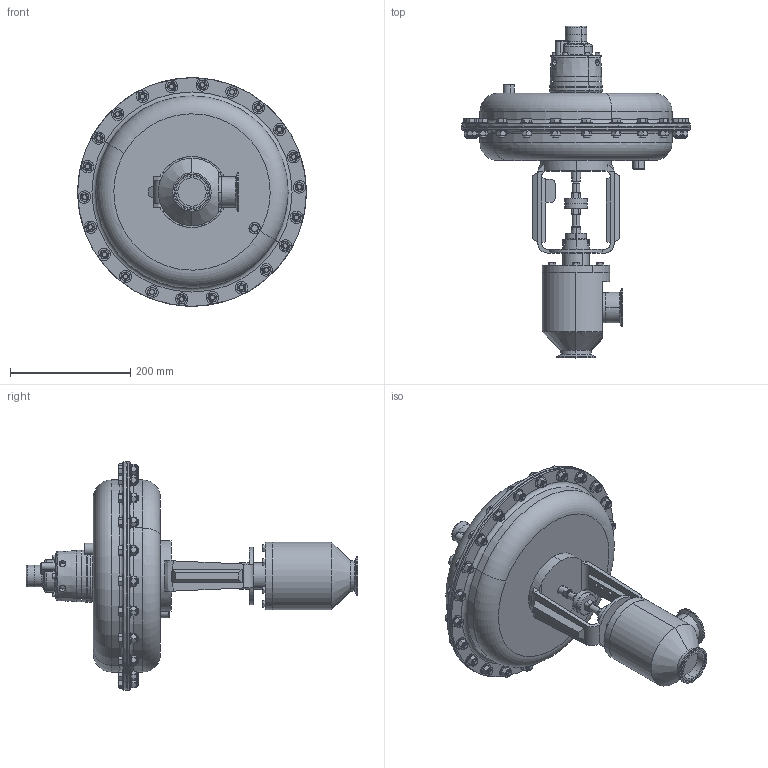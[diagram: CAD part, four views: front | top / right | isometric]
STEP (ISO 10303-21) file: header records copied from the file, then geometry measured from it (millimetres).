
FILE_DESCRIPTION (( 'STEP AP203' ), '1' );
FILE_NAME ('978TP-200-JD-85M.STEP', '2017-06-13T13:42:46', ( '' ), ( '' ), 'SwSTEP 2.0', 'SolidWorks 2014', '' );
FILE_SCHEMA (( 'CONFIG_CONTROL_DESIGN' ));
Length unit declared in the file: inch
Products named in the file (2): 978TP-200-JD-85M
Bounding box: 381 x 553.18 x 381 mm (x, y, z)
Volume: 11251530.5 mm3; surface area: 527057.1 mm2
Topology: 1 solids, 1 shells, 1589 faces, 3620 edges, 2178 vertices
Faces by surface type: plane 667, cone 570, cylinder 291, torus 50, bspline 11
Entity records: 48555 total; most frequent: CARTESIAN_POINT 13733, ORIENTED_EDGE 7216, DIRECTION 7157, EDGE_CURVE 3608, AXIS2_PLACEMENT_3D 2942, VERTEX_POINT 2178, EDGE_LOOP 1768, ADVANCED_FACE 1589
